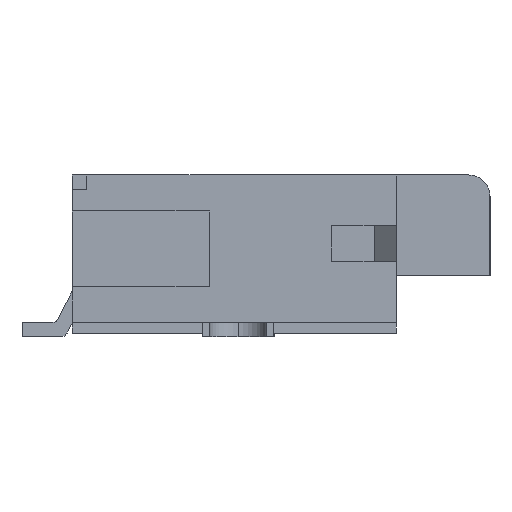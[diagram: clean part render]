
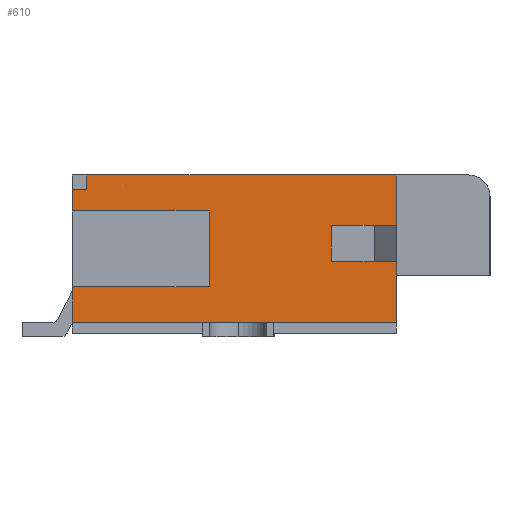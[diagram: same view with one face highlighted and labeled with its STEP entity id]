
A CAD part, left-side view. The second image highlights one B-rep face of the part: STEP entity #610.
In plain terms, the highlighted planar face has unit normal (-1, 0, 0).
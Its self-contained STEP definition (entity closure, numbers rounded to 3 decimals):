
#610=ADVANCED_FACE('',(#2928),#2929,.T.);
#2928=FACE_OUTER_BOUND('',#7346,.T.);
#2929=PLANE('',#7347);
#7346=EDGE_LOOP('',(#12730,#12731,#12732,#12733,#12734,#12735,#12736,#12737,#12738,#12739,#12740,#12741,#12742,#12743));
#7347=AXIS2_PLACEMENT_3D('',#12744,#12745,#12746);
#12730=ORIENTED_EDGE('',*,*,#32355,.T.);
#12731=ORIENTED_EDGE('',*,*,#32149,.T.);
#12732=ORIENTED_EDGE('',*,*,#31782,.T.);
#12733=ORIENTED_EDGE('',*,*,#32356,.F.);
#12734=ORIENTED_EDGE('',*,*,#32357,.T.);
#12735=ORIENTED_EDGE('',*,*,#32358,.T.);
#12736=ORIENTED_EDGE('',*,*,#31778,.T.);
#12737=ORIENTED_EDGE('',*,*,#32359,.F.);
#12738=ORIENTED_EDGE('',*,*,#31792,.T.);
#12739=ORIENTED_EDGE('',*,*,#32360,.T.);
#12740=ORIENTED_EDGE('',*,*,#32361,.T.);
#12741=ORIENTED_EDGE('',*,*,#32362,.T.);
#12742=ORIENTED_EDGE('',*,*,#32363,.T.);
#12743=ORIENTED_EDGE('',*,*,#32350,.T.);
#12744=CARTESIAN_POINT('',(-12.05,0.0,0.0));
#12745=DIRECTION('',(-1.0,0.0,0.0));
#12746=DIRECTION('',(0.0,0.0,1.0));
#31778=EDGE_CURVE('',#38702,#38700,#38703,.T.);
#31782=EDGE_CURVE('',#38343,#38708,#38710,.T.);
#31792=EDGE_CURVE('',#38730,#38728,#38731,.T.);
#32149=EDGE_CURVE('',#39435,#38343,#39439,.T.);
#32350=EDGE_CURVE('',#39723,#39721,#39724,.T.);
#32355=EDGE_CURVE('',#39721,#39435,#39731,.T.);
#32356=EDGE_CURVE('',#39732,#38708,#39733,.T.);
#32357=EDGE_CURVE('',#39732,#39734,#39735,.T.);
#32358=EDGE_CURVE('',#39734,#38702,#39736,.T.);
#32359=EDGE_CURVE('',#38730,#38700,#39737,.T.);
#32360=EDGE_CURVE('',#38728,#39738,#39739,.T.);
#32361=EDGE_CURVE('',#39738,#39740,#39741,.T.);
#32362=EDGE_CURVE('',#39740,#39742,#39743,.T.);
#32363=EDGE_CURVE('',#39742,#39723,#39744,.T.);
#38343=VERTEX_POINT('',#49478);
#38700=VERTEX_POINT('',#50013);
#38702=VERTEX_POINT('',#50016);
#38703=LINE('',#50017,#50018);
#38708=VERTEX_POINT('',#50025);
#38710=LINE('',#50028,#50029);
#38728=VERTEX_POINT('',#50055);
#38730=VERTEX_POINT('',#50058);
#38731=LINE('',#50059,#50060);
#39435=VERTEX_POINT('',#51118);
#39439=LINE('',#51124,#51125);
#39721=VERTEX_POINT('',#51606);
#39723=VERTEX_POINT('',#51609);
#39724=LINE('',#51610,#51611);
#39731=LINE('',#51622,#51623);
#39732=VERTEX_POINT('',#51624);
#39733=LINE('',#51625,#51626);
#39734=VERTEX_POINT('',#51627);
#39735=LINE('',#51628,#51629);
#39736=LINE('',#51630,#51631);
#39737=LINE('',#51632,#51633);
#39738=VERTEX_POINT('',#51634);
#39739=LINE('',#51635,#51636);
#39740=VERTEX_POINT('',#51637);
#39741=LINE('',#51638,#51639);
#39742=VERTEX_POINT('',#51640);
#39743=LINE('',#51641,#51642);
#39744=LINE('',#51643,#51644);
#49478=CARTESIAN_POINT('',(-12.05,2.25,0.9));
#50013=CARTESIAN_POINT('',(-12.05,2.25,-0.95));
#50016=CARTESIAN_POINT('',(-12.05,2.25,-0.45));
#50017=CARTESIAN_POINT('',(-12.05,2.25,1.1));
#50018=VECTOR('',#66031,1000.0);
#50025=CARTESIAN_POINT('',(-12.05,2.25,0.6));
#50028=CARTESIAN_POINT('',(-12.05,2.25,1.1));
#50029=VECTOR('',#66035,1000.0);
#50055=CARTESIAN_POINT('',(-12.05,-2.25,-0.1));
#50058=CARTESIAN_POINT('',(-12.05,-2.25,-0.95));
#50059=CARTESIAN_POINT('',(-12.05,-2.25,-1.1));
#50060=VECTOR('',#66045,1000.0);
#51118=CARTESIAN_POINT('',(-12.05,2.05,0.9));
#51124=CARTESIAN_POINT('',(-12.05,0.0,0.9));
#51125=VECTOR('',#66402,1000.0);
#51606=CARTESIAN_POINT('',(-12.05,2.05,1.1));
#51609=CARTESIAN_POINT('',(-12.05,-2.25,1.1));
#51610=CARTESIAN_POINT('',(-12.05,-2.25,1.1));
#51611=VECTOR('',#66603,1000.0);
#51622=CARTESIAN_POINT('',(-12.05,2.05,0.0));
#51623=VECTOR('',#66608,1000.0);
#51624=CARTESIAN_POINT('',(-12.05,0.35,0.6));
#51625=CARTESIAN_POINT('',(-12.05,0.35,0.6));
#51626=VECTOR('',#66609,1000.0);
#51627=CARTESIAN_POINT('',(-12.05,0.35,-0.45));
#51628=CARTESIAN_POINT('',(-12.05,0.35,0.6));
#51629=VECTOR('',#66610,1000.0);
#51630=CARTESIAN_POINT('',(-12.05,0.35,-0.45));
#51631=VECTOR('',#66611,1000.0);
#51632=CARTESIAN_POINT('',(-12.05,-2.25,-0.95));
#51633=VECTOR('',#66612,1000.0);
#51634=CARTESIAN_POINT('',(-12.05,-1.35,-0.1));
#51635=CARTESIAN_POINT('',(-12.05,-2.25,-0.1));
#51636=VECTOR('',#66613,1000.0);
#51637=CARTESIAN_POINT('',(-12.05,-1.35,0.4));
#51638=CARTESIAN_POINT('',(-12.05,-1.35,-0.1));
#51639=VECTOR('',#66614,1000.0);
#51640=CARTESIAN_POINT('',(-12.05,-2.25,0.4));
#51641=CARTESIAN_POINT('',(-12.05,-1.35,0.4));
#51642=VECTOR('',#66615,1000.0);
#51643=CARTESIAN_POINT('',(-12.05,-2.25,-1.1));
#51644=VECTOR('',#66616,1000.0);
#66031=DIRECTION('',(0.0,0.0,-1.0));
#66035=DIRECTION('',(0.0,0.0,-1.0));
#66045=DIRECTION('',(0.0,0.0,1.0));
#66402=DIRECTION('',(0.0,1.0,0.0));
#66603=DIRECTION('',(0.0,1.0,0.0));
#66608=DIRECTION('',(0.0,0.0,-1.0));
#66609=DIRECTION('',(0.0,1.0,0.0));
#66610=DIRECTION('',(0.0,0.0,-1.0));
#66611=DIRECTION('',(0.0,1.0,0.0));
#66612=DIRECTION('',(0.0,1.0,0.0));
#66613=DIRECTION('',(0.0,1.0,0.));
#66614=DIRECTION('',(0.0,0.0,1.0));
#66615=DIRECTION('',(0.0,-1.0,0.0));
#66616=DIRECTION('',(0.0,0.0,1.0));
